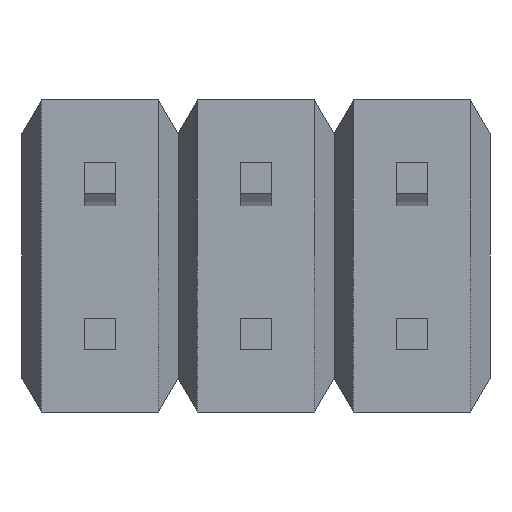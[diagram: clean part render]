
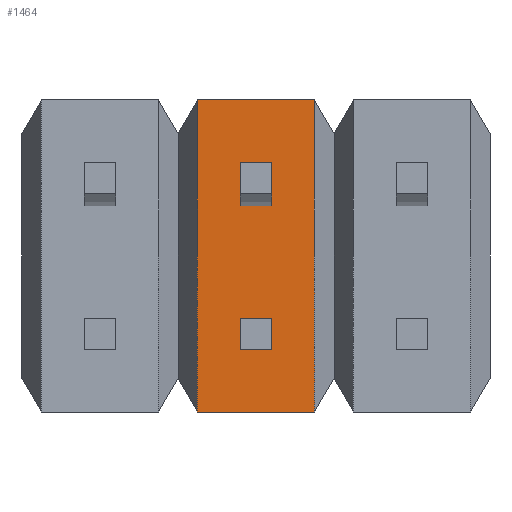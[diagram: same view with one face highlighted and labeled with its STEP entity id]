
A CAD part, front view. The second image highlights one B-rep face of the part: STEP entity #1464.
In plain terms, the highlighted planar face has unit normal (0, -1, 0).
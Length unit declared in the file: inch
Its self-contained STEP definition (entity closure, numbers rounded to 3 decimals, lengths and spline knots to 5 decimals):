
#33=DIRECTION('',(0.,0.,1.));
#34=VECTOR('',#33,0.2);
#35=CARTESIAN_POINT('',(0.0375,-0.045,-0.1));
#36=LINE('',#35,#34);
#37=DIRECTION('',(-1.,0.,0.));
#38=VECTOR('',#37,0.075);
#39=CARTESIAN_POINT('',(0.0375,-0.045,-0.1));
#40=LINE('',#39,#38);
#41=DIRECTION('',(0.,0.,1.));
#42=VECTOR('',#41,0.2);
#43=CARTESIAN_POINT('',(-0.0375,-0.045,-0.1));
#44=LINE('',#43,#42);
#45=DIRECTION('',(1.,0.,0.));
#46=VECTOR('',#45,0.075);
#47=CARTESIAN_POINT('',(-0.0375,-0.045,0.1));
#48=LINE('',#47,#46);
#65=DIRECTION('',(0.,0.,-1.));
#66=VECTOR('',#65,0.02);
#67=CARTESIAN_POINT('',(-0.01,-0.045,-0.04));
#68=LINE('',#67,#66);
#69=DIRECTION('',(1.,0.,0.));
#70=VECTOR('',#69,0.02);
#71=CARTESIAN_POINT('',(-0.01,-0.045,-0.06));
#72=LINE('',#71,#70);
#73=DIRECTION('',(0.,0.,-1.));
#74=VECTOR('',#73,0.02);
#75=CARTESIAN_POINT('',(0.01,-0.045,-0.04));
#76=LINE('',#75,#74);
#77=DIRECTION('',(1.,0.,0.));
#78=VECTOR('',#77,0.02);
#79=CARTESIAN_POINT('',(-0.01,-0.045,-0.04));
#80=LINE('',#79,#78);
#113=DIRECTION('',(0.,0.,-1.));
#114=VECTOR('',#113,0.02);
#115=CARTESIAN_POINT('',(-0.01,-0.045,0.06));
#116=LINE('',#115,#114);
#117=DIRECTION('',(1.,0.,0.));
#118=VECTOR('',#117,0.02);
#119=CARTESIAN_POINT('',(-0.01,-0.045,0.04));
#120=LINE('',#119,#118);
#121=DIRECTION('',(0.,0.,-1.));
#122=VECTOR('',#121,0.02);
#123=CARTESIAN_POINT('',(0.01,-0.045,0.06));
#124=LINE('',#123,#122);
#125=DIRECTION('',(1.,0.,0.));
#126=VECTOR('',#125,0.02);
#127=CARTESIAN_POINT('',(-0.01,-0.045,0.06));
#128=LINE('',#127,#126);
#1037=CARTESIAN_POINT('',(-0.0375,-0.045,-0.1));
#1038=CARTESIAN_POINT('',(-0.0375,-0.045,0.1));
#1039=VERTEX_POINT('',#1037);
#1040=VERTEX_POINT('',#1038);
#1097=CARTESIAN_POINT('',(0.0375,-0.045,-0.1));
#1098=CARTESIAN_POINT('',(0.0375,-0.045,0.1));
#1099=VERTEX_POINT('',#1097);
#1100=VERTEX_POINT('',#1098);
#1133=CARTESIAN_POINT('',(-0.01,-0.045,-0.04));
#1134=CARTESIAN_POINT('',(-0.01,-0.045,-0.06));
#1135=VERTEX_POINT('',#1133);
#1136=VERTEX_POINT('',#1134);
#1137=CARTESIAN_POINT('',(0.01,-0.045,-0.04));
#1138=CARTESIAN_POINT('',(0.01,-0.045,-0.06));
#1139=VERTEX_POINT('',#1137);
#1140=VERTEX_POINT('',#1138);
#1261=CARTESIAN_POINT('',(-0.01,-0.045,0.06));
#1262=CARTESIAN_POINT('',(-0.01,-0.045,0.04));
#1263=VERTEX_POINT('',#1261);
#1264=VERTEX_POINT('',#1262);
#1265=CARTESIAN_POINT('',(0.01,-0.045,0.06));
#1266=CARTESIAN_POINT('',(0.01,-0.045,0.04));
#1267=VERTEX_POINT('',#1265);
#1268=VERTEX_POINT('',#1266);
#1429=CARTESIAN_POINT('',(0.,-0.045,0.));
#1430=DIRECTION('',(0.,1.,0.));
#1431=DIRECTION('',(-1.,0.,0.));
#1432=AXIS2_PLACEMENT_3D('',#1429,#1430,#1431);
#1433=PLANE('',#1432);
#1435=ORIENTED_EDGE('',*,*,#1434,.F.);
#1437=ORIENTED_EDGE('',*,*,#1436,.T.);
#1439=ORIENTED_EDGE('',*,*,#1438,.T.);
#1441=ORIENTED_EDGE('',*,*,#1440,.T.);
#1442=EDGE_LOOP('',(#1435,#1437,#1439,#1441));
#1443=FACE_OUTER_BOUND('',#1442,.F.);
#1445=ORIENTED_EDGE('',*,*,#1444,.T.);
#1447=ORIENTED_EDGE('',*,*,#1446,.T.);
#1449=ORIENTED_EDGE('',*,*,#1448,.F.);
#1451=ORIENTED_EDGE('',*,*,#1450,.F.);
#1452=EDGE_LOOP('',(#1445,#1447,#1449,#1451));
#1453=FACE_BOUND('',#1452,.F.);
#1455=ORIENTED_EDGE('',*,*,#1454,.T.);
#1457=ORIENTED_EDGE('',*,*,#1456,.T.);
#1459=ORIENTED_EDGE('',*,*,#1458,.F.);
#1461=ORIENTED_EDGE('',*,*,#1460,.F.);
#1462=EDGE_LOOP('',(#1455,#1457,#1459,#1461));
#1463=FACE_BOUND('',#1462,.F.);
#1464=ADVANCED_FACE('',(#1443,#1453,#1463),#1433,.F.);
#1434=EDGE_CURVE('',#1099,#1100,#36,.T.);
#1436=EDGE_CURVE('',#1099,#1039,#40,.T.);
#1438=EDGE_CURVE('',#1039,#1040,#44,.T.);
#1440=EDGE_CURVE('',#1040,#1100,#48,.T.);
#1444=EDGE_CURVE('',#1135,#1136,#68,.T.);
#1446=EDGE_CURVE('',#1136,#1140,#72,.T.);
#1448=EDGE_CURVE('',#1139,#1140,#76,.T.);
#1450=EDGE_CURVE('',#1135,#1139,#80,.T.);
#1454=EDGE_CURVE('',#1263,#1264,#116,.T.);
#1456=EDGE_CURVE('',#1264,#1268,#120,.T.);
#1458=EDGE_CURVE('',#1267,#1268,#124,.T.);
#1460=EDGE_CURVE('',#1263,#1267,#128,.T.);
